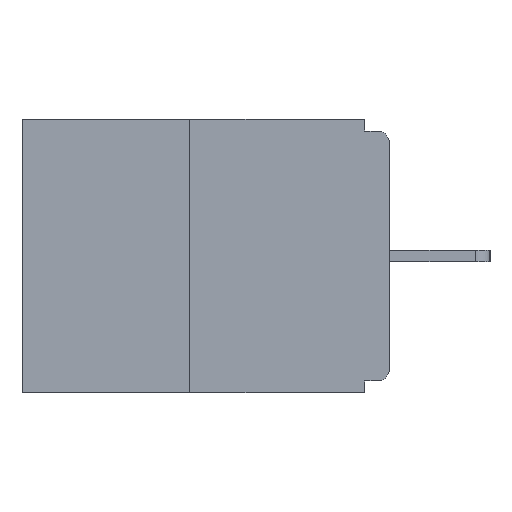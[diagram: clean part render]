
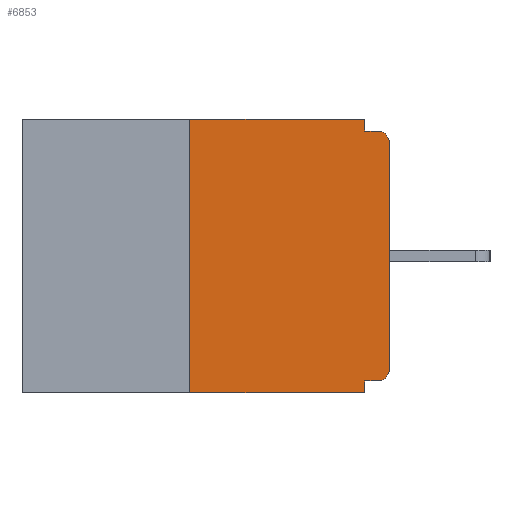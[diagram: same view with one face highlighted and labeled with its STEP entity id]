
A CAD part, left-side view. The second image highlights one B-rep face of the part: STEP entity #6853.
In plain terms, the highlighted planar face has unit normal (-1, 0, 0).
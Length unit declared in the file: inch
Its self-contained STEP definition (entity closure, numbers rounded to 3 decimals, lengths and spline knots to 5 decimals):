
#97 = EDGE_LOOP ( 'NONE', ( #5940, #5204, #18936, #8056, #4231, #6888, #11962, #12950, #11305, #20076 ) ) ;
#145 = DIRECTION ( 'NONE',  ( 0., 0., -1. ) ) ;
#187 = EDGE_CURVE ( 'NONE', #5714, #13373, #17219, .T. ) ;
#430 = VERTEX_POINT ( 'NONE', #6325 ) ;
#458 = VECTOR ( 'NONE', #11996, 39.37008 ) ;
#978 = CARTESIAN_POINT ( 'NONE',  ( 0., 0., -0.015 ) ) ;
#1028 = CARTESIAN_POINT ( 'NONE',  ( 0., 0., -0.03 ) ) ;
#1250 = VERTEX_POINT ( 'NONE', #11076 ) ;
#1980 = CARTESIAN_POINT ( 'NONE',  ( 0., 0.25, -0.343 ) ) ;
#2215 = VERTEX_POINT ( 'NONE', #6808 ) ;
#2394 = VECTOR ( 'NONE', #9144, 39.37008 ) ;
#2747 = CARTESIAN_POINT ( 'NONE',  ( 0., 0.46, 0. ) ) ;
#2835 = LINE ( 'NONE', #978, #19979 ) ;
#3110 = EDGE_CURVE ( 'NONE', #3690, #430, #15581, .T. ) ;
#3177 = DIRECTION ( 'NONE',  ( 0., 1., 0. ) ) ;
#3332 = CARTESIAN_POINT ( 'NONE',  ( 0., 0.015, -0.03 ) ) ;
#3391 = VECTOR ( 'NONE', #3177, 39.37008 ) ;
#3690 = VERTEX_POINT ( 'NONE', #1980 ) ;
#4231 = ORIENTED_EDGE ( 'NONE', *, *, #14990, .F. ) ;
#4730 = LINE ( 'NONE', #14168, #11939 ) ;
#4899 = LINE ( 'NONE', #6161, #3391 ) ;
#5204 = ORIENTED_EDGE ( 'NONE', *, *, #5467, .F. ) ;
#5353 = EDGE_CURVE ( 'NONE', #17867, #2215, #10128, .T. ) ;
#5398 = VERTEX_POINT ( 'NONE', #17588 ) ;
#5467 = EDGE_CURVE ( 'NONE', #3690, #17171, #13866, .T. ) ;
#5714 = VERTEX_POINT ( 'NONE', #11274 ) ;
#5736 = CARTESIAN_POINT ( 'NONE',  ( 0., 0.031, 0. ) ) ;
#5940 = ORIENTED_EDGE ( 'NONE', *, *, #7322, .F. ) ;
#5950 = EDGE_CURVE ( 'NONE', #1250, #6648, #19772, .T. ) ;
#6161 = CARTESIAN_POINT ( 'NONE',  ( 0., 0., -0.328 ) ) ;
#6197 = CARTESIAN_POINT ( 'NONE',  ( 0., 0.031, -0.343 ) ) ;
#6255 = CARTESIAN_POINT ( 'NONE',  ( 0., 0.46, -0.343 ) ) ;
#6325 = CARTESIAN_POINT ( 'NONE',  ( 0., 0.031, -0.343 ) ) ;
#6401 = AXIS2_PLACEMENT_3D ( 'NONE', #2747, #17389, #145 ) ;
#6648 = VERTEX_POINT ( 'NONE', #11642 ) ;
#6808 = CARTESIAN_POINT ( 'NONE',  ( 0., 0.015, -0.015 ) ) ;
#6853 = ADVANCED_FACE ( 'NONE', ( #8889 ), #16787, .F. ) ;
#6888 = ORIENTED_EDGE ( 'NONE', *, *, #187, .T. ) ;
#6913 = CARTESIAN_POINT ( 'NONE',  ( 0., 0.25, 0. ) ) ;
#7032 = VECTOR ( 'NONE', #7236, 39.37008 ) ;
#7236 = DIRECTION ( 'NONE',  ( 0., 0., 1. ) ) ;
#7251 = EDGE_CURVE ( 'NONE', #13373, #17867, #11852, .T. ) ;
#7322 = EDGE_CURVE ( 'NONE', #17171, #1250, #4730, .T. ) ;
#7745 = LINE ( 'NONE', #6197, #18392 ) ;
#8056 = ORIENTED_EDGE ( 'NONE', *, *, #11280, .F. ) ;
#8147 = DIRECTION ( 'NONE',  ( -1., 0., 0. ) ) ;
#8889 = FACE_OUTER_BOUND ( 'NONE', #97, .T. ) ;
#9144 = DIRECTION ( 'NONE',  ( 0., 0., 1. ) ) ;
#9577 = EDGE_CURVE ( 'NONE', #6648, #2215, #2835, .T. ) ;
#9787 = AXIS2_PLACEMENT_3D ( 'NONE', #3332, #8147, #14501 ) ;
#10128 = CIRCLE ( 'NONE', #9787, 0.015 ) ;
#10644 = CARTESIAN_POINT ( 'NONE',  ( 0., 0.015, -0.313 ) ) ;
#11076 = CARTESIAN_POINT ( 'NONE',  ( 0., 0.031, 0. ) ) ;
#11274 = CARTESIAN_POINT ( 'NONE',  ( 0., 0.015, -0.328 ) ) ;
#11280 = EDGE_CURVE ( 'NONE', #5398, #430, #7745, .T. ) ;
#11305 = ORIENTED_EDGE ( 'NONE', *, *, #9577, .F. ) ;
#11642 = CARTESIAN_POINT ( 'NONE',  ( 0., 0.031, -0.015 ) ) ;
#11852 = LINE ( 'NONE', #15025, #7032 ) ;
#11939 = VECTOR ( 'NONE', #19066, 39.37008 ) ;
#11962 = ORIENTED_EDGE ( 'NONE', *, *, #7251, .T. ) ;
#11996 = DIRECTION ( 'NONE',  ( 0., 0., -1. ) ) ;
#12181 = DIRECTION ( 'NONE',  ( 0., 0., -1. ) ) ;
#12407 = VECTOR ( 'NONE', #13960, 39.37008 ) ;
#12950 = ORIENTED_EDGE ( 'NONE', *, *, #5353, .T. ) ;
#13373 = VERTEX_POINT ( 'NONE', #14141 ) ;
#13613 = DIRECTION ( 'NONE',  ( -1., 0., 0. ) ) ;
#13866 = LINE ( 'NONE', #6913, #2394 ) ;
#13960 = DIRECTION ( 'NONE',  ( 0., -1., 0. ) ) ;
#14141 = CARTESIAN_POINT ( 'NONE',  ( 0., 0., -0.313 ) ) ;
#14168 = CARTESIAN_POINT ( 'NONE',  ( 0., 0.46, 0. ) ) ;
#14501 = DIRECTION ( 'NONE',  ( 0., 0., -1. ) ) ;
#14990 = EDGE_CURVE ( 'NONE', #5714, #5398, #4899, .T. ) ;
#15025 = CARTESIAN_POINT ( 'NONE',  ( 0., 0., 0. ) ) ;
#15129 = DIRECTION ( 'NONE',  ( 0., -1., 0. ) ) ;
#15581 = LINE ( 'NONE', #6255, #12407 ) ;
#16787 = PLANE ( 'NONE',  #6401 ) ;
#17169 = DIRECTION ( 'NONE',  ( 0., 0., -1. ) ) ;
#17171 = VERTEX_POINT ( 'NONE', #18904 ) ;
#17219 = CIRCLE ( 'NONE', #17883, 0.015 ) ;
#17389 = DIRECTION ( 'NONE',  ( 1., 0., 0. ) ) ;
#17588 = CARTESIAN_POINT ( 'NONE',  ( 0., 0.031, -0.328 ) ) ;
#17867 = VERTEX_POINT ( 'NONE', #1028 ) ;
#17883 = AXIS2_PLACEMENT_3D ( 'NONE', #10644, #13613, #12181 ) ;
#18392 = VECTOR ( 'NONE', #17169, 39.37008 ) ;
#18904 = CARTESIAN_POINT ( 'NONE',  ( 0., 0.25, 0. ) ) ;
#18936 = ORIENTED_EDGE ( 'NONE', *, *, #3110, .T. ) ;
#19066 = DIRECTION ( 'NONE',  ( 0., -1., 0. ) ) ;
#19772 = LINE ( 'NONE', #5736, #458 ) ;
#19979 = VECTOR ( 'NONE', #15129, 39.37008 ) ;
#20076 = ORIENTED_EDGE ( 'NONE', *, *, #5950, .F. ) ;
